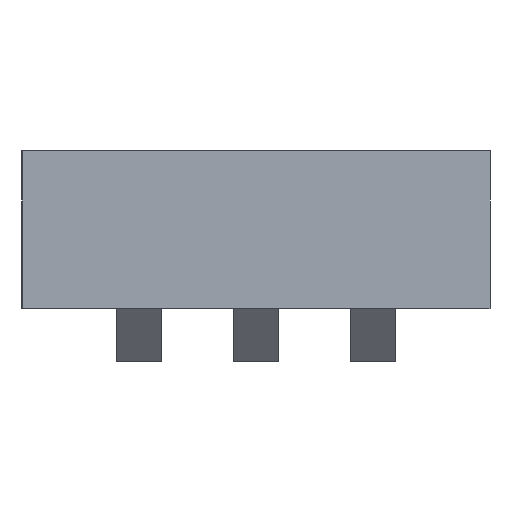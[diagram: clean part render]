
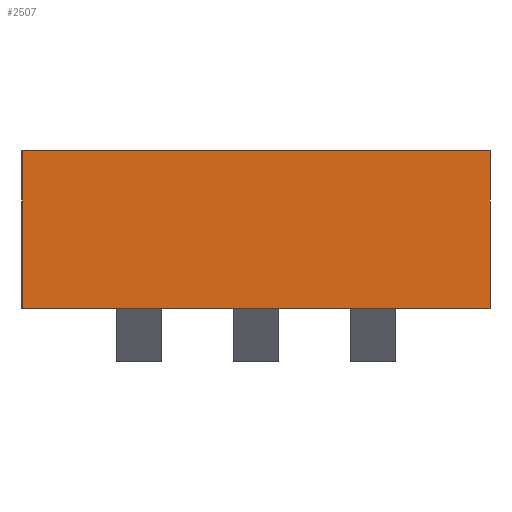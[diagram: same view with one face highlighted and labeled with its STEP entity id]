
A CAD part, front view. The second image highlights one B-rep face of the part: STEP entity #2507.
In plain terms, the highlighted planar face has unit normal (0, -1, 0).
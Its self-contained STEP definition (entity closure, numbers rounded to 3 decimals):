
#326 = FACE_OUTER_BOUND ( 'NONE', #5012, .T. ) ;
#358 = CARTESIAN_POINT ( 'NONE',  ( 4., -5.5, -1.35 ) ) ;
#393 = VECTOR ( 'NONE', #2977, 1000. ) ;
#504 = CARTESIAN_POINT ( 'NONE',  ( -4., -5.5, 1.35 ) ) ;
#544 = EDGE_CURVE ( 'NONE', #3411, #2277, #2376, .T. ) ;
#789 = EDGE_CURVE ( 'NONE', #5130, #3569, #2126, .T. ) ;
#932 = CARTESIAN_POINT ( 'NONE',  ( 4., -5.5, 1.35 ) ) ;
#1752 = DIRECTION ( 'NONE',  ( 0., 0., -1. ) ) ;
#2017 = CARTESIAN_POINT ( 'NONE',  ( -4., -5.5, 1.35 ) ) ;
#2126 = LINE ( 'NONE', #932, #4835 ) ;
#2144 = CARTESIAN_POINT ( 'NONE',  ( 4., -5.5, 1.35 ) ) ;
#2277 = VERTEX_POINT ( 'NONE', #4698 ) ;
#2318 = LINE ( 'NONE', #504, #3234 ) ;
#2358 = EDGE_CURVE ( 'NONE', #2277, #3569, #3504, .T. ) ;
#2376 = LINE ( 'NONE', #4031, #3114 ) ;
#2507 = ADVANCED_FACE ( 'NONE', ( #326 ), #4596, .F. ) ;
#2681 = EDGE_CURVE ( 'NONE', #3411, #5130, #2318, .T. ) ;
#2898 = DIRECTION ( 'NONE',  ( 0., 0., 1. ) ) ;
#2948 = CARTESIAN_POINT ( 'NONE',  ( -4., -5.5, -1.35 ) ) ;
#2977 = DIRECTION ( 'NONE',  ( 1., 0., 0. ) ) ;
#3114 = VECTOR ( 'NONE', #3241, 1000. ) ;
#3234 = VECTOR ( 'NONE', #4035, 1000. ) ;
#3241 = DIRECTION ( 'NONE',  ( 0., 0., -1. ) ) ;
#3411 = VERTEX_POINT ( 'NONE', #4361 ) ;
#3504 = LINE ( 'NONE', #2948, #393 ) ;
#3569 = VERTEX_POINT ( 'NONE', #358 ) ;
#3899 = ORIENTED_EDGE ( 'NONE', *, *, #544, .T. ) ;
#3952 = ORIENTED_EDGE ( 'NONE', *, *, #2681, .F. ) ;
#4031 = CARTESIAN_POINT ( 'NONE',  ( -4., -5.5, 1.35 ) ) ;
#4035 = DIRECTION ( 'NONE',  ( 1., 0., 0. ) ) ;
#4046 = ORIENTED_EDGE ( 'NONE', *, *, #789, .F. ) ;
#4173 = DIRECTION ( 'NONE',  ( 0., 1., 0. ) ) ;
#4317 = AXIS2_PLACEMENT_3D ( 'NONE', #2017, #4173, #2898 ) ;
#4361 = CARTESIAN_POINT ( 'NONE',  ( -4., -5.5, 1.35 ) ) ;
#4596 = PLANE ( 'NONE',  #4317 ) ;
#4698 = CARTESIAN_POINT ( 'NONE',  ( -4., -5.5, -1.35 ) ) ;
#4835 = VECTOR ( 'NONE', #1752, 1000. ) ;
#4839 = ORIENTED_EDGE ( 'NONE', *, *, #2358, .T. ) ;
#5012 = EDGE_LOOP ( 'NONE', ( #4839, #4046, #3952, #3899 ) ) ;
#5130 = VERTEX_POINT ( 'NONE', #2144 ) ;
